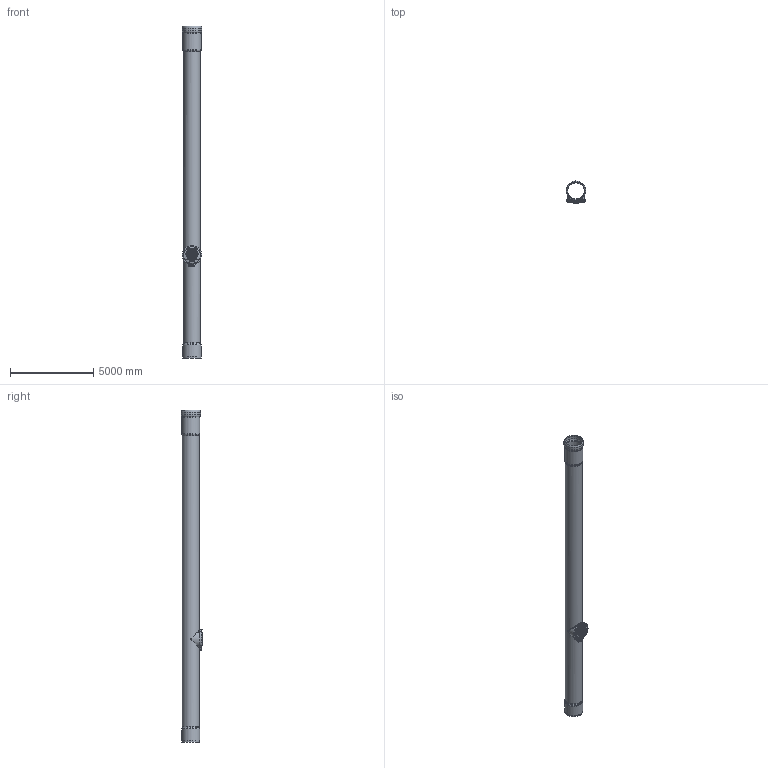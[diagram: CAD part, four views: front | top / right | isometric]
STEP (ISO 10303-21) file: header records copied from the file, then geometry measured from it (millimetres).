
FILE_DESCRIPTION(/* description */ (''),/* implementation_level */ '2;1');
FILE_NAME(/* name */ '55155.100X_3D.stp',/* time_stamp */ '2025-03-20T09:45:20+01:00',/* author */ ('CAD'),/* organization */ (''),/* preprocessor_version */ 'ST-DEVELOPER v20',/* originating_system */ 'AutoCAD Mechanical',/* authorisation */ '');
FILE_SCHEMA (('AUTOMOTIVE_DESIGN { 1 0 10303 214 3 1 1 }'));
Length unit declared in the file: centimetre
Products named in the file (3): Product; *S0; 1
Assembly tree (2 placements, depth 2):
  Product
    *S0
    1
Bounding box: 1170 x 1314.93 x 20000 mm (x, y, z)
Volume: 1043063996.7 mm3; surface area: 134386355.9 mm2
Topology: 6 solids, 7 shells, 822 faces, 2151 edges, 1333 vertices
Faces by surface type: bspline 350, plane 211, cone 151, cylinder 74, torus 28, sphere 8
Full cylindrical faces by diameter (mm): 70 x4, 120 x1, 990 x1, 1020 x1, 1060 x1, 1070 x1, 1090 x1, 1100 x1, 1140 x1, 1170 x1
Entity records: 41085 total; most frequent: CARTESIAN_POINT 23124, ORIENTED_EDGE 4094, DIRECTION 3039, EDGE_CURVE 2047, LINE 1405, VECTOR 1405, VERTEX_POINT 1327, AXIS2_PLACEMENT_3D 817
